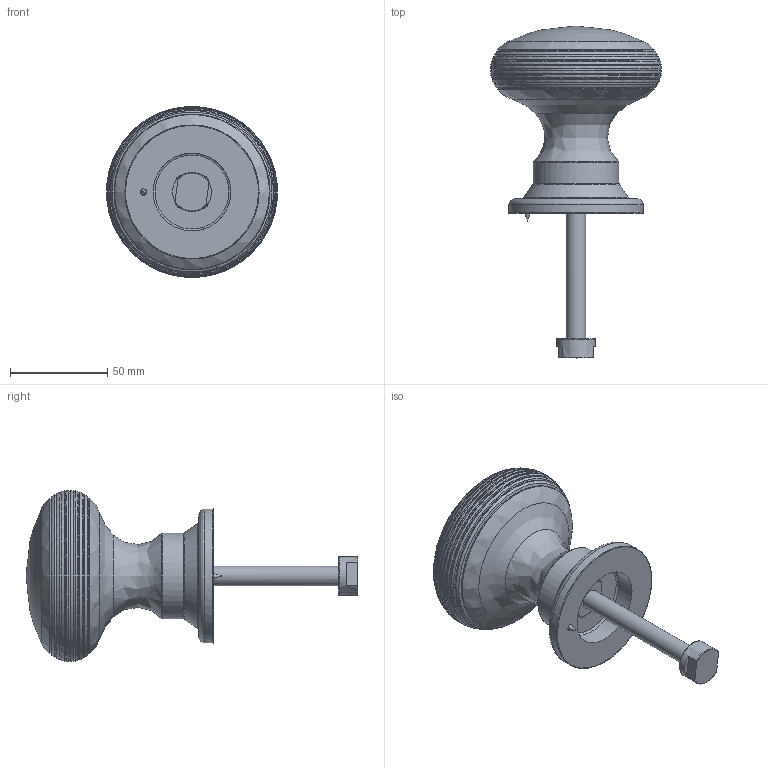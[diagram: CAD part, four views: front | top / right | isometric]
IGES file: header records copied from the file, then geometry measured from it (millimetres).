
Global section: file name: P2134-A; native system: Autodesk Inventor 2018; preprocessor: unknown; author: camerond; date: 20180911.110011; units: millimetre
Bounding box: 87.99 x 170.76 x 87.96 mm (x, y, z)
Volume: 267509.1 mm3; surface area: 42197.8 mm2
Topology: 5 solids, 5 shells, 105 faces, 279 edges, 189 vertices
Faces by surface type: bspline 105
